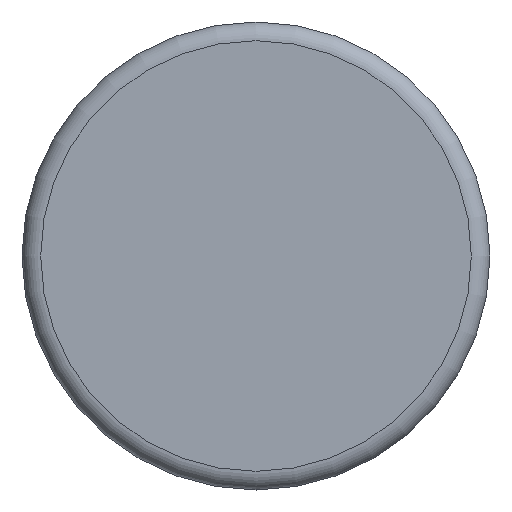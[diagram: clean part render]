
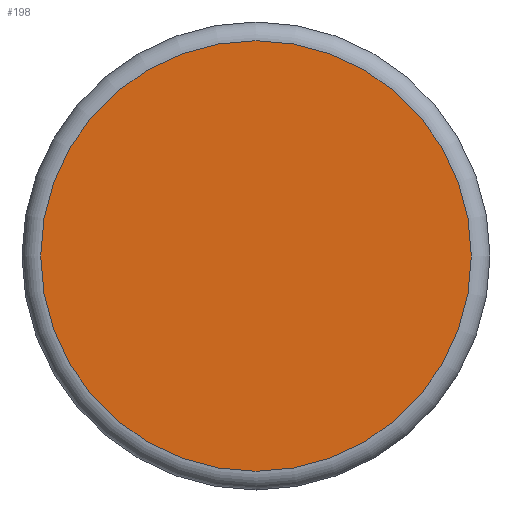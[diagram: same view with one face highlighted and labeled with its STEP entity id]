
A CAD part, left-side view. The second image highlights one B-rep face of the part: STEP entity #198.
In plain terms, the highlighted planar face has unit normal (-1, 0, 0).
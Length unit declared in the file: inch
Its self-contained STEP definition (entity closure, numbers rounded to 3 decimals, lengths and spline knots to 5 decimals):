
#27=CIRCLE('',#237,0.345);
#41=FACE_OUTER_BOUND('',#53,.T.);
#53=EDGE_LOOP('',(#166));
#98=VERTEX_POINT('',#371);
#122=EDGE_CURVE('',#98,#98,#27,.T.);
#166=ORIENTED_EDGE('',*,*,#122,.F.);
#189=PLANE('',#236);
#198=ADVANCED_FACE('',(#41),#189,.T.);
#236=AXIS2_PLACEMENT_3D('',#370,#287,#288);
#237=AXIS2_PLACEMENT_3D('',#372,#289,#290);
#287=DIRECTION('center_axis',(-1.,0.,0.));
#288=DIRECTION('ref_axis',(0.,0.,1.));
#289=DIRECTION('center_axis',(1.,0.,0.));
#290=DIRECTION('ref_axis',(0.,0.,-1.));
#370=CARTESIAN_POINT('Origin',(-3.225,0.345,0.));
#371=CARTESIAN_POINT('',(-3.225,0.,0.345));
#372=CARTESIAN_POINT('Origin',(-3.225,0.,0.));
